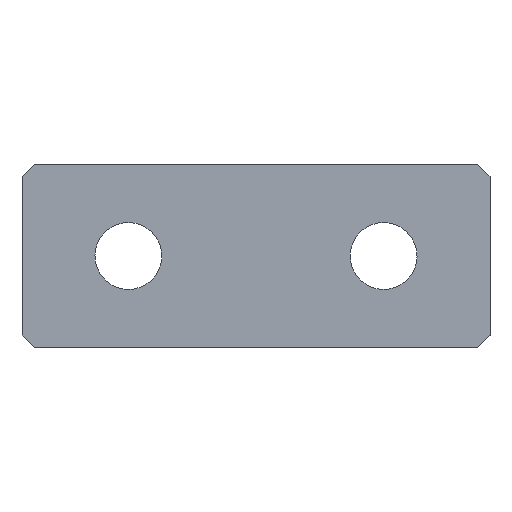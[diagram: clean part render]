
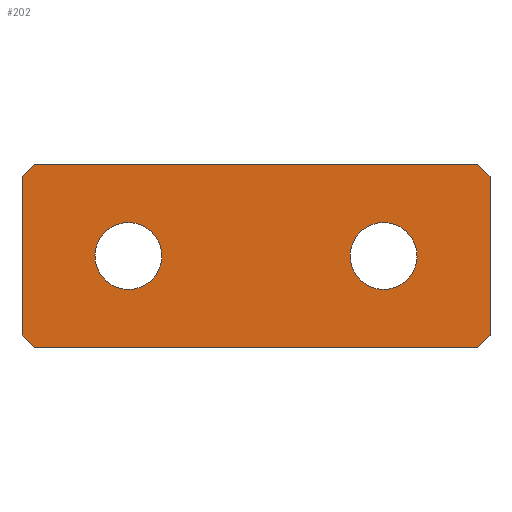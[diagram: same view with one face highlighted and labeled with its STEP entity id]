
A CAD part, top view. The second image highlights one B-rep face of the part: STEP entity #202.
In plain terms, the highlighted planar face has unit normal (0, 0, 1).
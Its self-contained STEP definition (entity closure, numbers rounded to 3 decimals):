
#70=CARTESIAN_POINT('Vertex',(54.673,12.363,4.)) ;
#73=CARTESIAN_POINT('Axis2P3D Location',(59.5,15.,4.)) ;
#77=CARTESIAN_POINT('Vertex',(64.327,17.637,4.)) ;
#97=CARTESIAN_POINT('Axis2P3D Location',(59.5,15.,4.)) ;
#109=CARTESIAN_POINT('Axis2P3D Location',(0.,0.,4.)) ;
#114=CARTESIAN_POINT('Line Origine',(38.5,0.,4.)) ;
#118=CARTESIAN_POINT('Vertex',(2.,0.,4.)) ;
#120=CARTESIAN_POINT('Vertex',(75.,0.,4.)) ;
#123=CARTESIAN_POINT('Line Origine',(76.,1.,4.)) ;
#127=CARTESIAN_POINT('Vertex',(77.,2.,4.)) ;
#130=CARTESIAN_POINT('Line Origine',(77.,15.,4.)) ;
#134=CARTESIAN_POINT('Vertex',(77.,28.,4.)) ;
#137=CARTESIAN_POINT('Line Origine',(76.,29.,4.)) ;
#141=CARTESIAN_POINT('Vertex',(75.,30.,4.)) ;
#144=CARTESIAN_POINT('Line Origine',(38.5,30.,4.)) ;
#148=CARTESIAN_POINT('Vertex',(2.,30.,4.)) ;
#151=CARTESIAN_POINT('Line Origine',(1.,29.,4.)) ;
#155=CARTESIAN_POINT('Vertex',(0.,28.,4.)) ;
#158=CARTESIAN_POINT('Line Origine',(0.,15.,4.)) ;
#162=CARTESIAN_POINT('Vertex',(0.,2.,4.)) ;
#165=CARTESIAN_POINT('Line Origine',(1.,1.,4.)) ;
#180=CARTESIAN_POINT('Axis2P3D Location',(17.5,15.,4.)) ;
#184=CARTESIAN_POINT('Vertex',(22.327,17.637,4.)) ;
#186=CARTESIAN_POINT('Vertex',(12.673,12.363,4.)) ;
#189=CARTESIAN_POINT('Axis2P3D Location',(17.5,15.,4.)) ;
#74=DIRECTION('Axis2P3D Direction',(0.,0.,1.)) ;
#98=DIRECTION('Axis2P3D Direction',(0.,0.,1.)) ;
#110=DIRECTION('Axis2P3D Direction',(0.,0.,1.)) ;
#111=DIRECTION('Axis2P3D XDirection',(1.,0.,0.)) ;
#115=DIRECTION('Vector Direction',(1.,0.,0.)) ;
#124=DIRECTION('Vector Direction',(0.707,0.707,0.)) ;
#131=DIRECTION('Vector Direction',(0.,1.,0.)) ;
#138=DIRECTION('Vector Direction',(0.707,-0.707,0.)) ;
#145=DIRECTION('Vector Direction',(-1.,0.,0.)) ;
#152=DIRECTION('Vector Direction',(-0.707,-0.707,0.)) ;
#159=DIRECTION('Vector Direction',(0.,-1.,0.)) ;
#166=DIRECTION('Vector Direction',(-0.707,0.707,0.)) ;
#181=DIRECTION('Axis2P3D Direction',(0.,0.,1.)) ;
#190=DIRECTION('Axis2P3D Direction',(0.,0.,1.)) ;
#75=AXIS2_PLACEMENT_3D('Circle Axis2P3D',#73,#74,$) ;
#99=AXIS2_PLACEMENT_3D('Circle Axis2P3D',#97,#98,$) ;
#112=AXIS2_PLACEMENT_3D('Plane Axis2P3D',#109,#110,#111) ;
#182=AXIS2_PLACEMENT_3D('Circle Axis2P3D',#180,#181,$) ;
#191=AXIS2_PLACEMENT_3D('Circle Axis2P3D',#189,#190,$) ;
#171=ORIENTED_EDGE('',*,*,#122,.T.) ;
#172=ORIENTED_EDGE('',*,*,#129,.T.) ;
#173=ORIENTED_EDGE('',*,*,#136,.T.) ;
#174=ORIENTED_EDGE('',*,*,#143,.T.) ;
#175=ORIENTED_EDGE('',*,*,#150,.T.) ;
#176=ORIENTED_EDGE('',*,*,#157,.T.) ;
#177=ORIENTED_EDGE('',*,*,#164,.T.) ;
#178=ORIENTED_EDGE('',*,*,#169,.T.) ;
#195=ORIENTED_EDGE('',*,*,#188,.F.) ;
#196=ORIENTED_EDGE('',*,*,#193,.F.) ;
#199=ORIENTED_EDGE('',*,*,#101,.F.) ;
#200=ORIENTED_EDGE('',*,*,#79,.F.) ;
#197=FACE_BOUND('',#194,.T.) ;
#201=FACE_BOUND('',#198,.T.) ;
#116=VECTOR('Line Direction',#115,1.) ;
#125=VECTOR('Line Direction',#124,1.) ;
#132=VECTOR('Line Direction',#131,1.) ;
#139=VECTOR('Line Direction',#138,1.) ;
#146=VECTOR('Line Direction',#145,1.) ;
#153=VECTOR('Line Direction',#152,1.) ;
#160=VECTOR('Line Direction',#159,1.) ;
#167=VECTOR('Line Direction',#166,1.) ;
#202=ADVANCED_FACE('',(#179,#197,#201),#113,.T.) ;
#76=CIRCLE('generated circle',#75,5.5) ;
#100=CIRCLE('generated circle',#99,5.5) ;
#183=CIRCLE('generated circle',#182,5.5) ;
#192=CIRCLE('generated circle',#191,5.5) ;
#79=EDGE_CURVE('',#71,#78,#76,.T.) ;
#101=EDGE_CURVE('',#78,#71,#100,.T.) ;
#122=EDGE_CURVE('',#119,#121,#117,.T.) ;
#129=EDGE_CURVE('',#121,#128,#126,.T.) ;
#136=EDGE_CURVE('',#128,#135,#133,.T.) ;
#143=EDGE_CURVE('',#135,#142,#140,.F.) ;
#150=EDGE_CURVE('',#142,#149,#147,.T.) ;
#157=EDGE_CURVE('',#149,#156,#154,.T.) ;
#164=EDGE_CURVE('',#156,#163,#161,.T.) ;
#169=EDGE_CURVE('',#163,#119,#168,.F.) ;
#188=EDGE_CURVE('',#185,#187,#183,.T.) ;
#193=EDGE_CURVE('',#187,#185,#192,.T.) ;
#170=EDGE_LOOP('',(#171,#172,#173,#174,#175,#176,#177,#178)) ;
#194=EDGE_LOOP('',(#195,#196)) ;
#198=EDGE_LOOP('',(#199,#200)) ;
#179=FACE_OUTER_BOUND('',#170,.T.) ;
#117=LINE('Line',#114,#116) ;
#126=LINE('Line',#123,#125) ;
#133=LINE('Line',#130,#132) ;
#140=LINE('Line',#137,#139) ;
#147=LINE('Line',#144,#146) ;
#154=LINE('Line',#151,#153) ;
#161=LINE('Line',#158,#160) ;
#168=LINE('Line',#165,#167) ;
#113=PLANE('Plane',#112) ;
#71=VERTEX_POINT('',#70) ;
#78=VERTEX_POINT('',#77) ;
#119=VERTEX_POINT('',#118) ;
#121=VERTEX_POINT('',#120) ;
#128=VERTEX_POINT('',#127) ;
#135=VERTEX_POINT('',#134) ;
#142=VERTEX_POINT('',#141) ;
#149=VERTEX_POINT('',#148) ;
#156=VERTEX_POINT('',#155) ;
#163=VERTEX_POINT('',#162) ;
#185=VERTEX_POINT('',#184) ;
#187=VERTEX_POINT('',#186) ;
